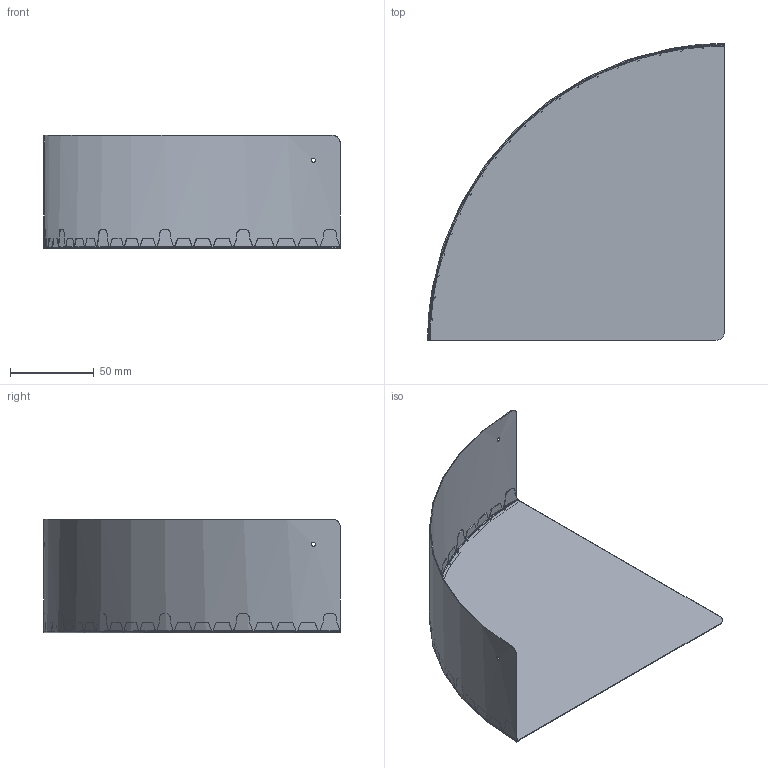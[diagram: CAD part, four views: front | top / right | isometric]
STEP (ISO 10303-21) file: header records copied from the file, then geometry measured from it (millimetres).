
FILE_DESCRIPTION(/* description */ ('Panel gavel 125'),/* implementation_level */ '2;1');
FILE_NAME(/* name */ 'MG50004.stp',/* time_stamp */ '2016-02-29T12:59:05+01:00',/* author */ ('John'),/* organization */ (''),/* preprocessor_version */ 'ST-DEVELOPER v15.6',/* originating_system */ 'Autodesk Inventor 2015',/* authorisation */ '');
FILE_SCHEMA (('AUTOMOTIVE_DESIGN { 1 0 10303 214 3 1 1 }'));
Length unit declared in the file: millimetre
Products named in the file (3): 115008; 115001; MG50004
Bounding box: 177.19 x 177.19 x 68 mm (x, y, z)
Volume: 22624.3 mm3; surface area: 91299.2 mm2
Topology: 2 solids, 2 shells, 298 faces, 706 edges, 412 vertices
Faces by surface type: plane 214, cylinder 78, bspline 4, torus 2
Entity records: 8583 total; most frequent: CARTESIAN_POINT 1639, DIRECTION 1456, ORIENTED_EDGE 1412, EDGE_CURVE 706, LINE 534, VECTOR 534, AXIS2_PLACEMENT_3D 461, VERTEX_POINT 412
